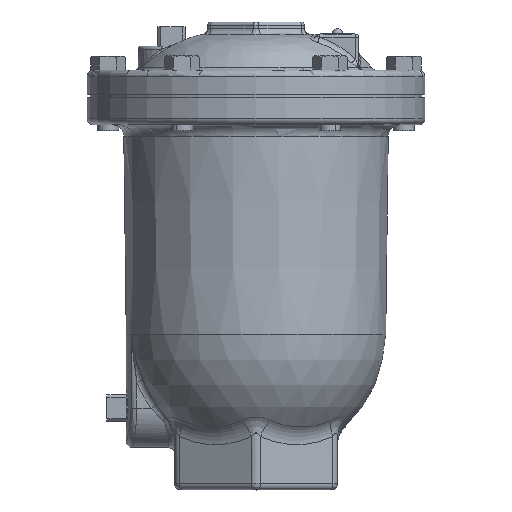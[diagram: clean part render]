
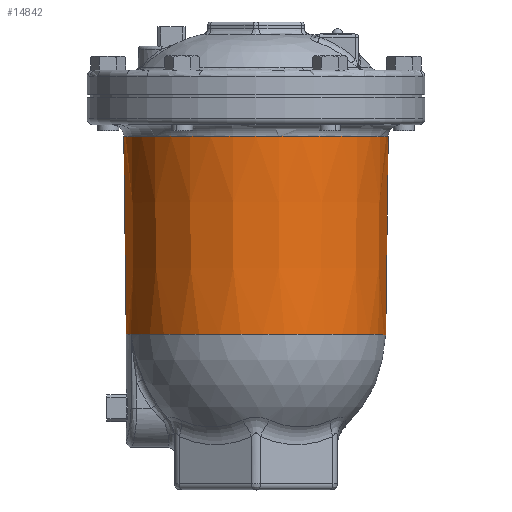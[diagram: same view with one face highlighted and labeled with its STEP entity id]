
A CAD part, top view. The second image highlights one B-rep face of the part: STEP entity #14842.
In plain terms, the highlighted conical face has half-angle 0.714 degrees and reference radius 68.906 mm.
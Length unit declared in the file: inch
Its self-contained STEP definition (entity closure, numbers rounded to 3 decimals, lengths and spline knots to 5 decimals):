
#6424=CARTESIAN_POINT('',(0.,7.31562,0.));
#6425=DIRECTION('',(0.,-1.,0.));
#6426=DIRECTION('',(1.,0.,0.));
#6427=AXIS2_PLACEMENT_3D('',#6424,#6425,#6426);
#6598=CARTESIAN_POINT('',(-2.68734,3.2204,0.));
#6599=CARTESIAN_POINT('',(-2.68734,3.2204,
0.02435));
#6600=CARTESIAN_POINT('',(-2.68668,3.2204,
0.07305));
#6601=CARTESIAN_POINT('',(-2.6837,3.2204,
0.14605));
#6602=CARTESIAN_POINT('',(-2.67874,3.2204,
0.21895));
#6603=CARTESIAN_POINT('',(-2.6718,3.2204,
0.29169));
#6604=CARTESIAN_POINT('',(-2.66288,3.2204,
0.36421));
#6605=CARTESIAN_POINT('',(-2.652,3.2204,
0.43646));
#6606=CARTESIAN_POINT('',(-2.63915,3.22041,
0.50838));
#6607=CARTESIAN_POINT('',(-2.62436,3.22039,
0.57992));
#6608=CARTESIAN_POINT('',(-2.60764,3.22044,
0.65101));
#6609=CARTESIAN_POINT('',(-2.59519,3.22032,
0.69813));
#6610=CARTESIAN_POINT('',(-2.58865,3.22023,
0.7216));
#6612=DIRECTION('',(-0.012,1.,0.));
#6613=VECTOR('',#6612,4.09553);
#6614=CARTESIAN_POINT('',(-2.68734,3.2204,0.));
#6615=LINE('',#6614,#6613);
#6616=DIRECTION('',(0.012,1.,0.));
#6617=VECTOR('',#6616,4.09943);
#6618=CARTESIAN_POINT('',(2.68729,3.21651,0.));
#6619=LINE('',#6618,#6617);
#6620=CARTESIAN_POINT('',(-2.58704,3.21651,
0.72715));
#6621=CARTESIAN_POINT('',(-2.58714,3.21709,
0.72681));
#6622=CARTESIAN_POINT('',(-2.58735,3.21823,
0.72612));
#6623=CARTESIAN_POINT('',(-2.5877,3.21959,
0.72494));
#6624=CARTESIAN_POINT('',(-2.58813,3.22122,
0.72349));
#6625=CARTESIAN_POINT('',(-2.58849,3.22103,
0.7222));
#6626=CARTESIAN_POINT('',(-2.58868,3.22074,
0.72149));
#6632=CARTESIAN_POINT('',(-2.58866,3.22017,
0.72155));
#7074=CARTESIAN_POINT('',(0.,3.21651,0.));
#7075=DIRECTION('',(0.,1.,0.));
#7076=DIRECTION('',(-0.963,0.,0.271));
#7077=AXIS2_PLACEMENT_3D('',#7074,#7075,#7076);
#8458=CARTESIAN_POINT('',(2.68729,3.21651,0.));
#8459=CARTESIAN_POINT('',(2.73838,7.31562,0.));
#8460=VERTEX_POINT('',#8458);
#8461=VERTEX_POINT('',#8459);
#8470=CARTESIAN_POINT('',(-2.73838,7.31562,0.));
#8471=VERTEX_POINT('',#8470);
#8524=CARTESIAN_POINT('',(-2.68734,3.2204,0.));
#8525=VERTEX_POINT('',#8524);
#8566=VERTEX_POINT('',#6632);
#8569=CARTESIAN_POINT('',(-2.58704,3.21651,
0.72715));
#8570=VERTEX_POINT('',#8569);
#14824=CARTESIAN_POINT('',(0.,5.26606,0.));
#14825=DIRECTION('',(0.,1.,0.));
#14826=DIRECTION('',(1.,0.,0.));
#14827=AXIS2_PLACEMENT_3D('',#14824,#14825,#14826);
#14828=CONICAL_SURFACE('',#14827,2.71284,0.714);
#14830=ORIENTED_EDGE('',*,*,#14829,.F.);
#14832=ORIENTED_EDGE('',*,*,#14831,.T.);
#14833=ORIENTED_EDGE('',*,*,#14782,.F.);
#14835=ORIENTED_EDGE('',*,*,#14834,.F.);
#14837=ORIENTED_EDGE('',*,*,#14836,.F.);
#14839=ORIENTED_EDGE('',*,*,#14838,.T.);
#14840=EDGE_LOOP('',(#14830,#14832,#14833,#14835,#14837,#14839));
#14841=FACE_OUTER_BOUND('',#14840,.F.);
#6428=CIRCLE('',#6427,2.73838);
#6611=B_SPLINE_CURVE_WITH_KNOTS('',3,(#6598,#6599,#6600,#6601,#6602,#6603,#6604,
#6605,#6606,#6607,#6608,#6609,#6610),.UNSPECIFIED.,.F.,.F.,(4,1,1,1,1,1,1,1,1,1,
4),(0.,0.1,0.2,0.3,0.4,0.5,0.6,0.7,0.8,0.9,1.),
.UNSPECIFIED.);
#6627=B_SPLINE_CURVE_WITH_KNOTS('',3,(#6620,#6621,#6622,#6623,#6624,#6625,
#6626),.UNSPECIFIED.,.F.,.F.,(4,1,1,1,4),(0.,0.25,0.5,0.75,1.),
.UNSPECIFIED.);
#7078=CIRCLE('',#7077,2.68729);
#14782=EDGE_CURVE('',#8461,#8471,#6428,.T.);
#14829=EDGE_CURVE('',#8525,#8566,#6611,.T.);
#14831=EDGE_CURVE('',#8525,#8471,#6615,.T.);
#14834=EDGE_CURVE('',#8460,#8461,#6619,.T.);
#14836=EDGE_CURVE('',#8570,#8460,#7078,.T.);
#14838=EDGE_CURVE('',#8570,#8566,#6627,.T.);
#14842=ADVANCED_FACE('',(#14841),#14828,.T.);
